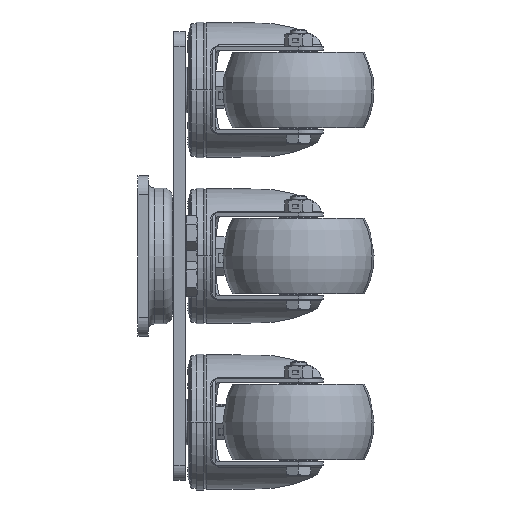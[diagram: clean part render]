
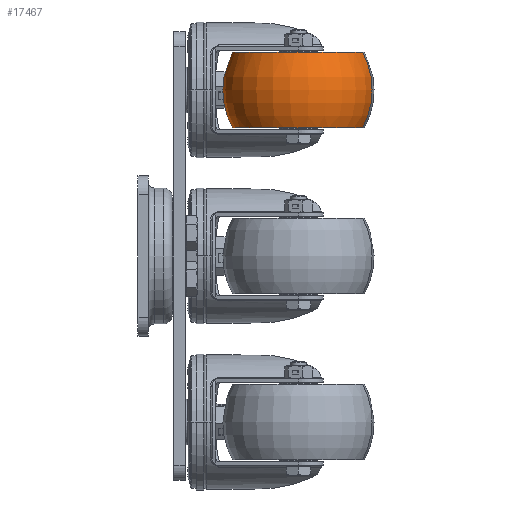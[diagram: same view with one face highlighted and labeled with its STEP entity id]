
A CAD part, left-side view. The second image highlights one B-rep face of the part: STEP entity #17467.
In plain terms, the highlighted toroidal (fillet/blend) face has major radius 2.5 mm and minor radius 42.5 mm.
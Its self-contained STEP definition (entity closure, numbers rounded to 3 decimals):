
#848 = ORIENTED_EDGE ( 'NONE', *, *, #57971, .F. ) ;
#2733 = VERTEX_POINT ( 'NONE', #60466 ) ;
#4872 = CARTESIAN_POINT ( 'NONE',  ( -78.808, -50.913, 107.902 ) ) ;
#6682 = TOROIDAL_SURFACE ( 'NONE', #20015, -2.5, 42.5 ) ;
#7963 = VERTEX_POINT ( 'NONE', #4872 ) ;
#9122 = EDGE_CURVE ( 'NONE', #11451, #34629, #16050, .T. ) ;
#9973 = CIRCLE ( 'NONE', #46672, 35. ) ;
#11451 = VERTEX_POINT ( 'NONE', #37644 ) ;
#14325 = AXIS2_PLACEMENT_3D ( 'NONE', #36323, #55523, #50193 ) ;
#15351 = EDGE_CURVE ( 'NONE', #7963, #34629, #47136, .T. ) ;
#16050 = CIRCLE ( 'NONE', #14325, 42.5 ) ;
#16435 = CARTESIAN_POINT ( 'NONE',  ( -86.75, -85., 87.902 ) ) ;
#17467 = ADVANCED_FACE ( 'NONE', ( #17766 ), #6682, .T. ) ;
#17766 = FACE_OUTER_BOUND ( 'NONE', #50062, .T. ) ;
#19275 = DIRECTION ( 'NONE',  ( -0.227, -0.974, 0. ) ) ;
#19573 = CIRCLE ( 'NONE', #23417, 42.5 ) ;
#20015 = AXIS2_PLACEMENT_3D ( 'NONE', #16435, #25716, #30047 ) ;
#20222 = DIRECTION ( 'NONE',  ( -0.227, -0.974, 0. ) ) ;
#23417 = AXIS2_PLACEMENT_3D ( 'NONE', #43313, #48484, #24764 ) ;
#24764 = DIRECTION ( 'NONE',  ( 0.227, 0.974, 0. ) ) ;
#25716 = DIRECTION ( 'NONE',  ( 0., 0., 1. ) ) ;
#28935 = ORIENTED_EDGE ( 'NONE', *, *, #9122, .T. ) ;
#30047 = DIRECTION ( 'NONE',  ( -0.227, -0.974, 0. ) ) ;
#34039 = CARTESIAN_POINT ( 'NONE',  ( -86.75, -85., 67.902 ) ) ;
#34629 = VERTEX_POINT ( 'NONE', #42061 ) ;
#36323 = CARTESIAN_POINT ( 'NONE',  ( -86.183, -82.565, 87.902 ) ) ;
#37644 = CARTESIAN_POINT ( 'NONE',  ( -94.692, -119.087, 67.902 ) ) ;
#39177 = DIRECTION ( 'NONE',  ( 0., 0., 1. ) ) ;
#40796 = AXIS2_PLACEMENT_3D ( 'NONE', #57399, #43157, #19275 ) ;
#42061 = CARTESIAN_POINT ( 'NONE',  ( -94.692, -119.087, 107.902 ) ) ;
#43157 = DIRECTION ( 'NONE',  ( 0., 0., 1. ) ) ;
#43313 = CARTESIAN_POINT ( 'NONE',  ( -87.317, -87.435, 87.902 ) ) ;
#46672 = AXIS2_PLACEMENT_3D ( 'NONE', #34039, #39177, #20222 ) ;
#47136 = CIRCLE ( 'NONE', #40796, 35. ) ;
#48484 = DIRECTION ( 'NONE',  ( 0.974, -0.227, 0. ) ) ;
#50062 = EDGE_LOOP ( 'NONE', ( #848, #56497, #28935, #54319 ) ) ;
#50193 = DIRECTION ( 'NONE',  ( -0.227, -0.974, 0. ) ) ;
#54319 = ORIENTED_EDGE ( 'NONE', *, *, #15351, .F. ) ;
#55523 = DIRECTION ( 'NONE',  ( -0.974, 0.227, 0. ) ) ;
#56497 = ORIENTED_EDGE ( 'NONE', *, *, #57958, .T. ) ;
#57399 = CARTESIAN_POINT ( 'NONE',  ( -86.75, -85., 107.902 ) ) ;
#57958 = EDGE_CURVE ( 'NONE', #2733, #11451, #9973, .T. ) ;
#57971 = EDGE_CURVE ( 'NONE', #2733, #7963, #19573, .T. ) ;
#60466 = CARTESIAN_POINT ( 'NONE',  ( -78.808, -50.913, 67.902 ) ) ;
